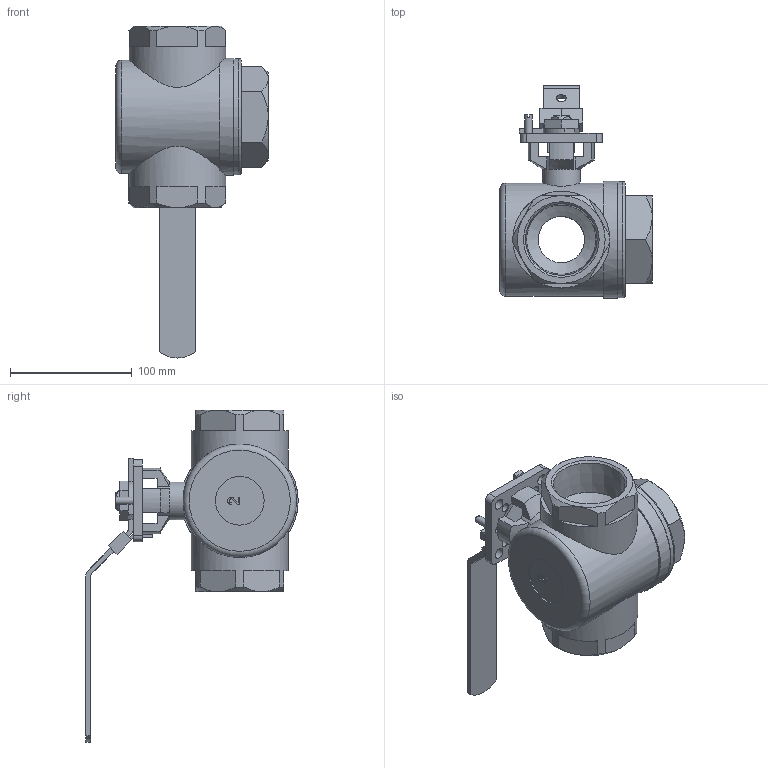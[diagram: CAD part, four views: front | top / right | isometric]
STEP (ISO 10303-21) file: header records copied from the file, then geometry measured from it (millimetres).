
FILE_DESCRIPTION(/* description */ ('STEP AP214'),/* implementation_level */ '2;1');
FILE_NAME(/* name */ '8096958_VZBE-2-T-63-F-3T-F0507-M-V15V15',/* time_stamp */ '2024-09-18T02:14:33+02:00',/* author */ ('License CC BY-ND 4.0'),/* organization */ ('CADENAS'),/* preprocessor_version */ 'ST-DEVELOPER v19.3',/* originating_system */ 'PARTsolutions',/* authorisation */ ' ');
FILE_SCHEMA (('AUTOMOTIVE_DESIGN {1 0 10303 214 3 1 1}'));
Length unit declared in the file: millimetre
Products named in the file (5): 8096958 VZBE-2-T-63-F-3T-F0507-M-V15V15; 4834303 VZBE-2-T-63-F-3T-F0507-V15V15; 4896016 VAOH-F7-14-H9-A-32; VZBE-M18n; VZBE-M5p
Assembly tree (4 placements, depth 2):
  8096958 VZBE-2-T-63-F-3T-F0507-M-V15V15
    4834303 VZBE-2-T-63-F-3T-F0507-V15V15
    4896016 VAOH-F7-14-H9-A-32
    VZBE-M18n
    VZBE-M5p
Bounding box: 125.1 x 174.35 x 272.4 mm (x, y, z)
Volume: 812874 mm3; surface area: 128554.3 mm2
Topology: 4 solids, 4 shells, 220 faces, 603 edges, 388 vertices
Faces by surface type: plane 138, cylinder 44, cone 35, torus 3
Full cylindrical faces by diameter (mm): 4.134 x1, 5 x1, 6 x1, 7 x4, 8 x1, 9 x4, 15.294 x1, 31 x1, 38.1 x2, 40 x1, 42 x1, 79.5 x2, 93 x1, 95.5 x1, 96 x1
Entity records: 7139 total; most frequent: CARTESIAN_POINT 1554, DIRECTION 1116, ORIENTED_EDGE 1108, EDGE_CURVE 554, AXIS2_PLACEMENT_3D 396, VERTEX_POINT 378, LINE 324, VECTOR 324
